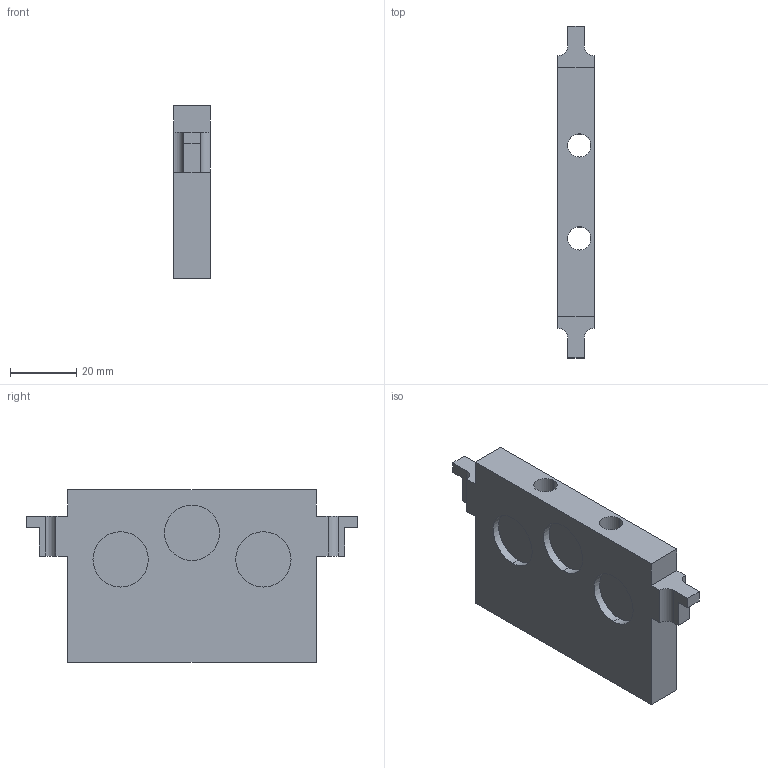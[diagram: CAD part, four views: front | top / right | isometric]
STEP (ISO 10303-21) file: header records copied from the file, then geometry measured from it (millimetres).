
FILE_DESCRIPTION (( 'STEP AP203' ), '1' );
FILE_NAME ('HM-1B.step', '2022-04-19T17:47:01', ( '' ), ( '' ), 'SwSTEP 2.0', 'SolidWorks 2021', '' );
FILE_SCHEMA (( 'CONFIG_CONTROL_DESIGN' ));
Length unit declared in the file: millimetre
Products named in the file (1): HM-1B
Bounding box: 11 x 100 x 52 mm (x, y, z)
Volume: 39084.4 mm3; surface area: 13855.7 mm2
Topology: 1 solids, 1 shells, 39 faces, 102 edges, 68 vertices
Faces by surface type: plane 25, cylinder 14
Entity records: 1289 total; most frequent: CARTESIAN_POINT 210, DIRECTION 210, ORIENTED_EDGE 204, EDGE_CURVE 102, LINE 74, VECTOR 74, VERTEX_POINT 68, AXIS2_PLACEMENT_3D 68
